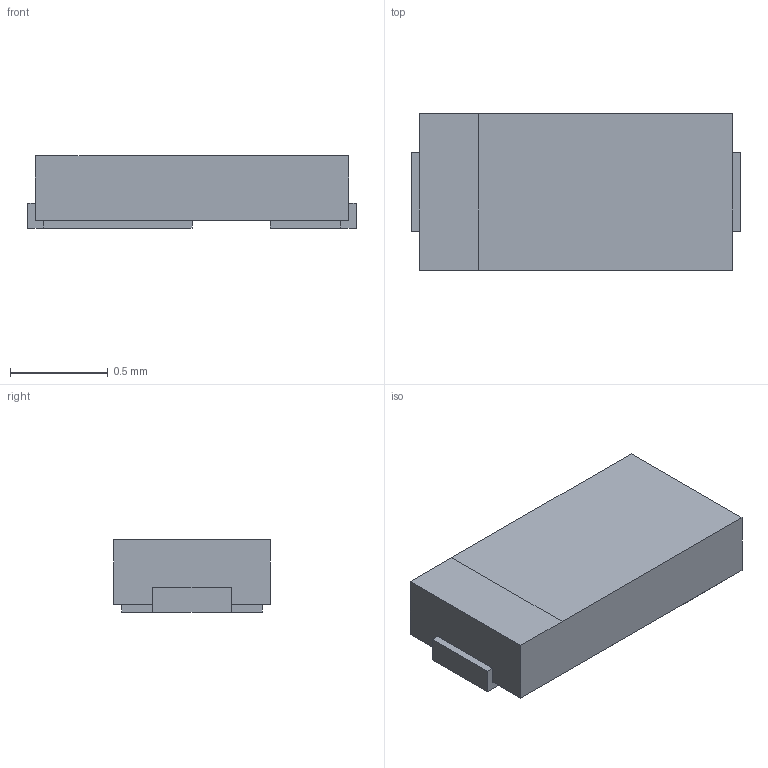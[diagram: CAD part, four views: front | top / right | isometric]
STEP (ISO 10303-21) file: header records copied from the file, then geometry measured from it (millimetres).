
FILE_DESCRIPTION (( 'STEP AP214' ), '1' );
FILE_NAME ('SOD1608.STEP', '2021-02-17T17:29:12', ( '' ), ( '' ), 'SwSTEP 2.0', 'SolidWorks 2018', '' );
FILE_SCHEMA (( 'AUTOMOTIVE_DESIGN' ));
Length unit declared in the file: millimetre
Products named in the file (1): SOD1608
Bounding box: 1.68 x 0.8 x 0.37 mm (x, y, z)
Volume: 0.5 mm3; surface area: 4.4 mm2
Topology: 1 solids, 1 shells, 27 faces, 75 edges, 50 vertices
Faces by surface type: plane 27
Entity records: 1180 total; most frequent: CARTESIAN_POINT 153, ORIENTED_EDGE 150, DIRECTION 131, EDGE_CURVE 75, LINE 75, VECTOR 75, VERTEX_POINT 50, UNCERTAINTY_MEASURE_WITH_UNIT 30
